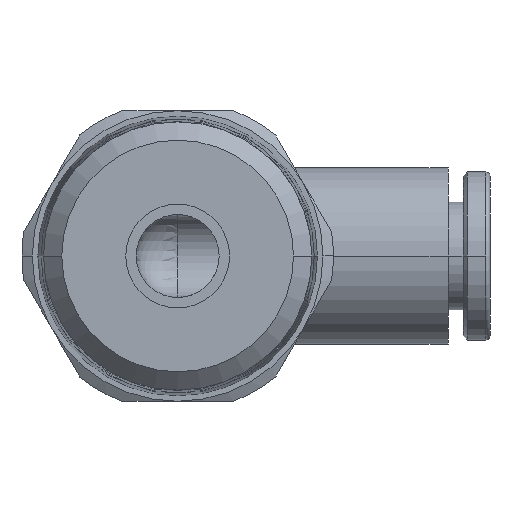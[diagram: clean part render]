
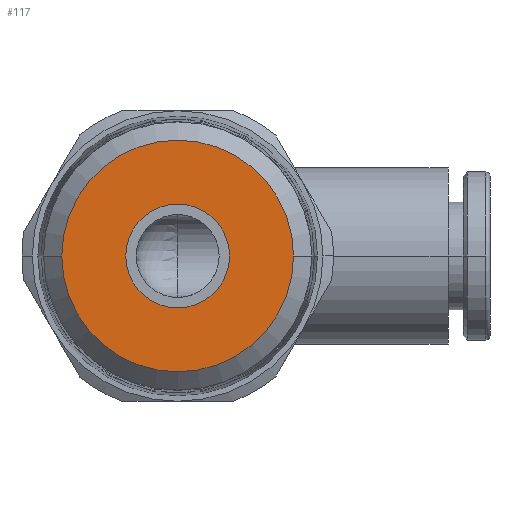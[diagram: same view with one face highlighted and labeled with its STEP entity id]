
A CAD part, front view. The second image highlights one B-rep face of the part: STEP entity #117.
In plain terms, the highlighted planar face has unit normal (0, -1, 0).
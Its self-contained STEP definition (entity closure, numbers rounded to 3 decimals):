
#117=ADVANCED_FACE('',(#314,#315),#316,.T.);
#314=FACE_BOUND('',#566,.T.);
#315=FACE_OUTER_BOUND('',#567,.T.);
#316=PLANE('',#568);
#566=EDGE_LOOP('',(#1235,#1236));
#567=EDGE_LOOP('',(#1237,#1238));
#568=AXIS2_PLACEMENT_3D('',#1239,#1240,#1241);
#1235=ORIENTED_EDGE('',*,*,#1738,.T.);
#1236=ORIENTED_EDGE('',*,*,#1830,.T.);
#1237=ORIENTED_EDGE('',*,*,#1725,.F.);
#1238=ORIENTED_EDGE('',*,*,#1838,.F.);
#1239=CARTESIAN_POINT('',(2.791,-9.5,0.0));
#1240=DIRECTION('',(-0.0,-1.0,-0.0));
#1241=DIRECTION('',(-1.0,0.0,0.0));
#1725=EDGE_CURVE('',#2111,#2114,#2115,.T.);
#1738=EDGE_CURVE('',#2133,#2137,#2139,.T.);
#1830=EDGE_CURVE('',#2137,#2133,#2286,.T.);
#1838=EDGE_CURVE('',#2114,#2111,#2296,.T.);
#2111=VERTEX_POINT('',#2781);
#2114=VERTEX_POINT('',#2785);
#2115=CIRCLE('',#2786,5.582);
#2133=VERTEX_POINT('',#2809);
#2137=VERTEX_POINT('',#2814);
#2139=CIRCLE('',#2817,2.5);
#2286=CIRCLE('',#3237,2.5);
#2296=CIRCLE('',#3247,5.582);
#2781=CARTESIAN_POINT('',(5.582,-9.5,0.0));
#2785=CARTESIAN_POINT('',(-5.582,-9.5,0.));
#2786=AXIS2_PLACEMENT_3D('',#3814,#3815,#3816);
#2809=CARTESIAN_POINT('',(2.5,-9.5,0.0));
#2814=CARTESIAN_POINT('',(-2.5,-9.5,0.));
#2817=AXIS2_PLACEMENT_3D('',#3839,#3840,#3841);
#3237=AXIS2_PLACEMENT_3D('',#3989,#3990,#3991);
#3247=AXIS2_PLACEMENT_3D('',#4013,#4014,#4015);
#3814=CARTESIAN_POINT('',(0.0,-9.5,0.0));
#3815=DIRECTION('',(-0.0,1.0,0.0));
#3816=DIRECTION('',(1.0,0.0,0.0));
#3839=CARTESIAN_POINT('',(0.0,-9.5,0.0));
#3840=DIRECTION('',(-0.0,1.0,0.0));
#3841=DIRECTION('',(1.0,0.0,0.0));
#3989=CARTESIAN_POINT('',(0.0,-9.5,0.0));
#3990=DIRECTION('',(-0.0,1.0,0.0));
#3991=DIRECTION('',(1.0,0.0,0.0));
#4013=CARTESIAN_POINT('',(0.0,-9.5,0.0));
#4014=DIRECTION('',(-0.0,1.0,0.0));
#4015=DIRECTION('',(1.0,0.0,0.0));
